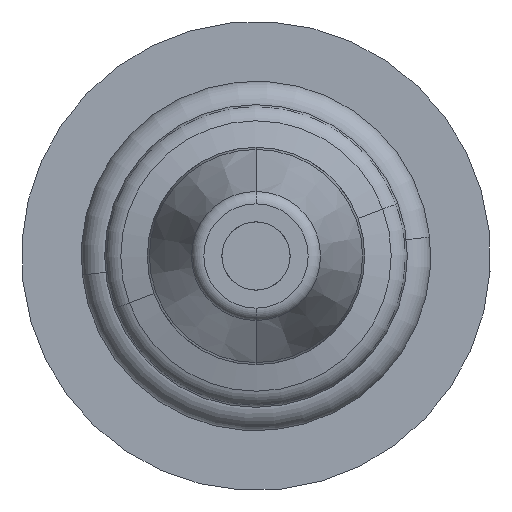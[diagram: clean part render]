
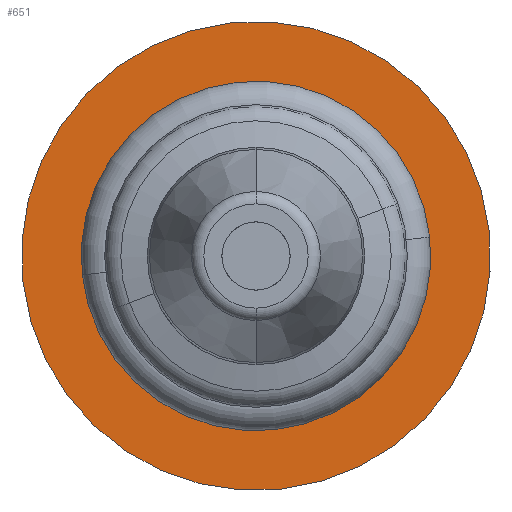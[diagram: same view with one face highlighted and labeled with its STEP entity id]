
A CAD part, left-side view. The second image highlights one B-rep face of the part: STEP entity #651.
In plain terms, the highlighted planar face has unit normal (-1, 0, 0).
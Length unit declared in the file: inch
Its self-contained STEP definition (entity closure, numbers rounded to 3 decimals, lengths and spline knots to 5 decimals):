
#28 = ORIENTED_EDGE ( 'NONE', *, *, #2114, .F. ) ;
#48 = DIRECTION ( 'NONE',  ( 1., 0., 0. ) ) ;
#79 = DIRECTION ( 'NONE',  ( 0., 0., -1. ) ) ;
#302 = ORIENTED_EDGE ( 'NONE', *, *, #2773, .T. ) ;
#329 = EDGE_LOOP ( 'NONE', ( #3012, #28 ) ) ;
#375 = VERTEX_POINT ( 'NONE', #3461 ) ;
#429 = FACE_OUTER_BOUND ( 'NONE', #3161, .T. ) ;
#501 = DIRECTION ( 'NONE',  ( -1., 0., 0. ) ) ;
#651 = ADVANCED_FACE ( 'NONE', ( #1156, #429 ), #2995, .F. ) ;
#746 = VERTEX_POINT ( 'NONE', #3913 ) ;
#804 = EDGE_CURVE ( 'NONE', #746, #375, #2084, .T. ) ;
#868 = VERTEX_POINT ( 'NONE', #3888 ) ;
#871 = DIRECTION ( 'NONE',  ( -1., 0., 0. ) ) ;
#922 = AXIS2_PLACEMENT_3D ( 'NONE', #3869, #3814, #3794 ) ;
#942 = DIRECTION ( 'NONE',  ( 0., 0., 1. ) ) ;
#1156 = FACE_BOUND ( 'NONE', #329, .T. ) ;
#1745 = DIRECTION ( 'NONE',  ( 0., 0., 1. ) ) ;
#2084 = CIRCLE ( 'NONE', #2720, 0.035 ) ;
#2114 = EDGE_CURVE ( 'NONE', #375, #746, #4833, .T. ) ;
#2195 = DIRECTION ( 'NONE',  ( -1., 0., 0. ) ) ;
#2486 = EDGE_CURVE ( 'NONE', #868, #4036, #4208, .T. ) ;
#2588 = CARTESIAN_POINT ( 'NONE',  ( 6.86832, 6.05561, 0. ) ) ;
#2720 = AXIS2_PLACEMENT_3D ( 'NONE', #4296, #501, #942 ) ;
#2721 = AXIS2_PLACEMENT_3D ( 'NONE', #4738, #2195, #1745 ) ;
#2773 = EDGE_CURVE ( 'NONE', #4036, #868, #4842, .T. ) ;
#2978 = CARTESIAN_POINT ( 'NONE',  ( 6.86832, 6.05561, -0.055 ) ) ;
#2995 = PLANE ( 'NONE',  #4761 ) ;
#3012 = ORIENTED_EDGE ( 'NONE', *, *, #804, .F. ) ;
#3161 = EDGE_LOOP ( 'NONE', ( #4076, #302 ) ) ;
#3345 = AXIS2_PLACEMENT_3D ( 'NONE', #2588, #871, #4569 ) ;
#3461 = CARTESIAN_POINT ( 'NONE',  ( 6.86832, 6.05561, -0.035 ) ) ;
#3794 = DIRECTION ( 'NONE',  ( 0., 0., 1. ) ) ;
#3814 = DIRECTION ( 'NONE',  ( -1., 0., 0. ) ) ;
#3869 = CARTESIAN_POINT ( 'NONE',  ( 6.86832, 6.05561, 0. ) ) ;
#3888 = CARTESIAN_POINT ( 'NONE',  ( 6.86832, 6.05561, 0.055 ) ) ;
#3913 = CARTESIAN_POINT ( 'NONE',  ( 6.86832, 6.05561, 0.035 ) ) ;
#4036 = VERTEX_POINT ( 'NONE', #2978 ) ;
#4076 = ORIENTED_EDGE ( 'NONE', *, *, #2486, .T. ) ;
#4208 = CIRCLE ( 'NONE', #922, 0.055 ) ;
#4296 = CARTESIAN_POINT ( 'NONE',  ( 6.86832, 6.05561, 0. ) ) ;
#4568 = CARTESIAN_POINT ( 'NONE',  ( 6.86832, 6.09061, 0. ) ) ;
#4569 = DIRECTION ( 'NONE',  ( 0., 0., 1. ) ) ;
#4738 = CARTESIAN_POINT ( 'NONE',  ( 6.86832, 6.05561, 0. ) ) ;
#4761 = AXIS2_PLACEMENT_3D ( 'NONE', #4568, #48, #79 ) ;
#4833 = CIRCLE ( 'NONE', #3345, 0.035 ) ;
#4842 = CIRCLE ( 'NONE', #2721, 0.055 ) ;
